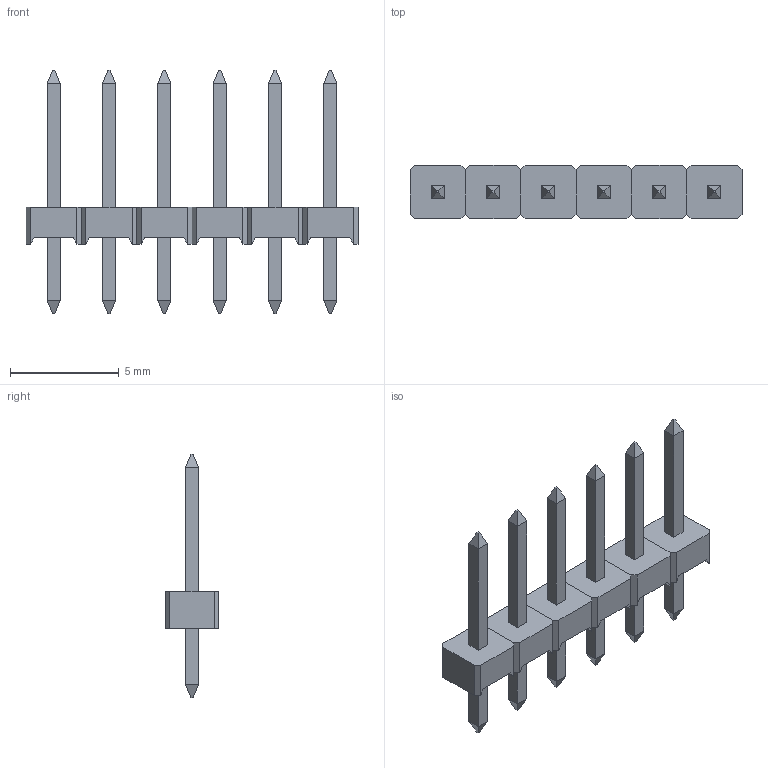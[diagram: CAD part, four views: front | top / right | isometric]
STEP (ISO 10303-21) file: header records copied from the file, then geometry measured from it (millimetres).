
FILE_DESCRIPTION((''),'2;1');
FILE_NAME('STELVIO-KONTEK_3860358106440.stp','2013-08-29T11:49:21',(''),(''),'Mechanical Desktop 2011','Mechanical Desktop 2011',', , ');
FILE_SCHEMA(('AUTOMOTIVE_DESIGN { 1 2 10303 214 1 1 1 1 }'));
Length unit declared in the file: millimetre
Products named in the file (1): Product
Bounding box: 15.24 x 2.45 x 11.2 mm (x, y, z)
Volume: 73.6 mm3; surface area: 307.9 mm2
Topology: 18 solids, 18 shells, 204 faces, 432 edges, 264 vertices
Faces by surface type: plane 204
Entity records: 5295 total; most frequent: CARTESIAN_POINT 901, ORIENTED_EDGE 864, DIRECTION 842, VECTOR 432, LINE 432, EDGE_CURVE 432, VERTEX_POINT 264, AXIS2_PLACEMENT_3D 205
